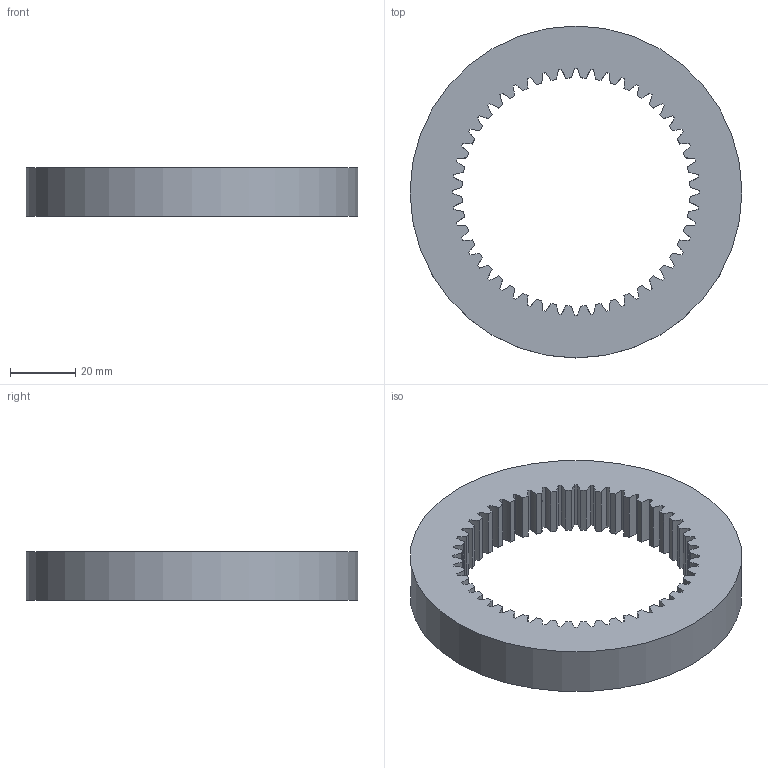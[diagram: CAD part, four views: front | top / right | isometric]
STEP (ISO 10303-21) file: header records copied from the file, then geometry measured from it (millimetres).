
FILE_DESCRIPTION(('FreeCAD Model'),'2;1');
FILE_NAME('Open CASCADE Shape Model','2026-01-21T03:32:48',('Author'),( ''),'Open CASCADE STEP processor 7.8','FreeCAD','Unknown');
FILE_SCHEMA(('AUTOMOTIVE_DESIGN { 1 0 10303 214 1 1 1 1 }'));
Length unit declared in the file: millimetre
Products named in the file (1): Body
Bounding box: 102 x 102 x 15 mm (x, y, z)
Volume: 60620.3 mm3; surface area: 19018 mm2
Topology: 1 solids, 1 shells, 195 faces, 579 edges, 386 vertices
Faces by surface type: extrusion 190, plane 4, cylinder 1
Full cylindrical faces by diameter (mm): 102 x1
Entity records: 11991 total; most frequent: CARTESIAN_POINT 7491, ORIENTED_EDGE 1158, EDGE_CURVE 579, B_SPLINE_CURVE_WITH_KNOTS 570, DIRECTION 403, VECTOR 387, VERTEX_POINT 386, FACE_BOUND 197
